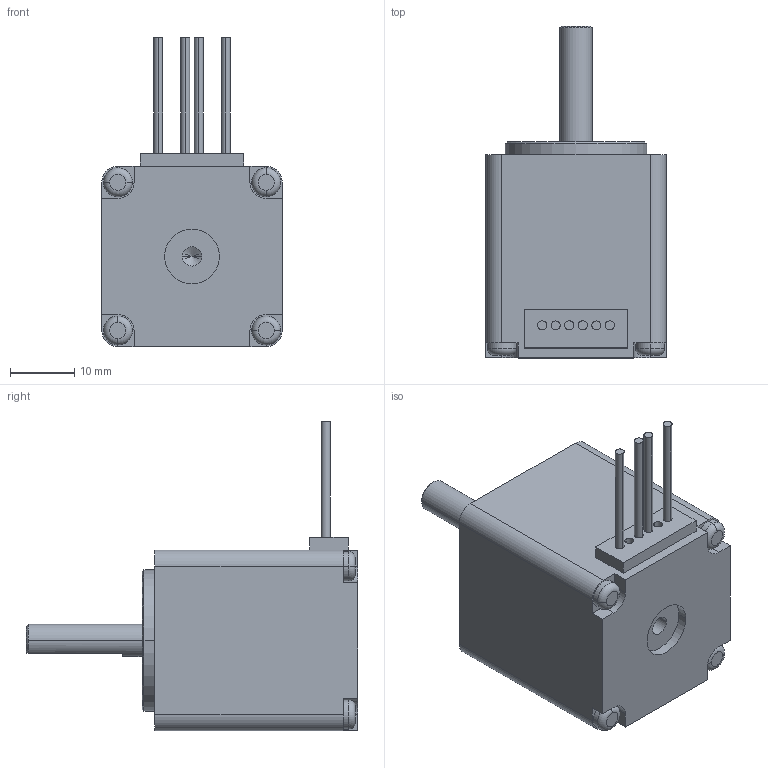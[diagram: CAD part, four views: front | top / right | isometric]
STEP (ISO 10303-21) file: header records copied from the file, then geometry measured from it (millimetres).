
FILE_DESCRIPTION((''),'2;1');
FILE_NAME('FL28STH32-A','2016-07-06T',('huanghai'),(''),'CREO PARAMETRIC BY PTC INC, 2015200','CREO PARAMETRIC BY PTC INC, 2015200','');
FILE_SCHEMA(('CONFIG_CONTROL_DESIGN'));
Length unit declared in the file: millimetre
Products named in the file (1): FL28STH32-A
Bounding box: 28 x 51.5 x 48 mm (x, y, z)
Volume: 25504 mm3; surface area: 6194.2 mm2
Topology: 1 solids, 1 shells, 110 faces, 251 edges, 161 vertices
Faces by surface type: cylinder 46, plane 43, cone 13, torus 8
Entity records: 3156 total; most frequent: DIRECTION 590, CARTESIAN_POINT 526, ORIENTED_EDGE 498, EDGE_CURVE 249, AXIS2_PLACEMENT_3D 233, VERTEX_POINT 161, EDGE_LOOP 130, VECTOR 124
